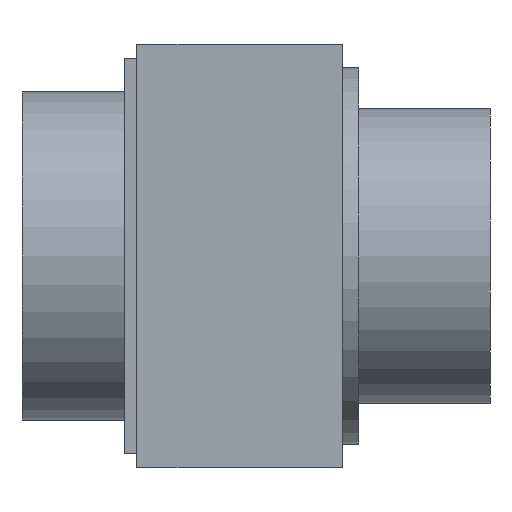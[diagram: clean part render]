
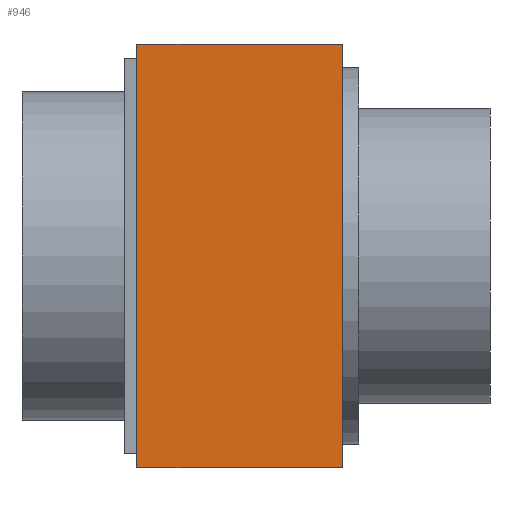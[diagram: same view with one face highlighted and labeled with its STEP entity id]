
A CAD part, front view. The second image highlights one B-rep face of the part: STEP entity #946.
In plain terms, the highlighted planar face has unit normal (0, -1, 0).
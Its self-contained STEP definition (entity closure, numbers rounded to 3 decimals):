
#80=LINE('',#1609,#143);
#89=LINE('',#1627,#152);
#90=LINE('',#1630,#153);
#91=LINE('',#1631,#154);
#143=VECTOR('',#1334,10.);
#152=VECTOR('',#1347,10.);
#153=VECTOR('',#1350,10.);
#154=VECTOR('',#1351,10.);
#249=FACE_OUTER_BOUND('',#343,.T.);
#343=EDGE_LOOP('',(#787,#788,#789,#790));
#472=VERTEX_POINT('',#1602);
#475=VERTEX_POINT('',#1607);
#482=VERTEX_POINT('',#1625);
#483=VERTEX_POINT('',#1629);
#579=EDGE_CURVE('',#475,#472,#80,.T.);
#588=EDGE_CURVE('',#482,#475,#89,.T.);
#589=EDGE_CURVE('',#483,#482,#90,.T.);
#590=EDGE_CURVE('',#472,#483,#91,.T.);
#787=ORIENTED_EDGE('',*,*,#588,.F.);
#788=ORIENTED_EDGE('',*,*,#589,.F.);
#789=ORIENTED_EDGE('',*,*,#590,.F.);
#790=ORIENTED_EDGE('',*,*,#579,.F.);
#880=PLANE('',#1077);
#946=ADVANCED_FACE('',(#249),#880,.T.);
#1077=AXIS2_PLACEMENT_3D('',#1628,#1348,#1349);
#1334=DIRECTION('',(0.,0.,1.));
#1347=DIRECTION('',(-1.,0.,0.));
#1348=DIRECTION('center_axis',(0.,-1.,0.));
#1349=DIRECTION('ref_axis',(0.,0.,-1.));
#1350=DIRECTION('',(0.,0.,-1.));
#1351=DIRECTION('',(1.,0.,0.));
#1602=CARTESIAN_POINT('',(-125.,-1360.,258.));
#1607=CARTESIAN_POINT('',(-125.,-1360.,-258.));
#1609=CARTESIAN_POINT('',(-125.,-1360.,-258.));
#1625=CARTESIAN_POINT('',(125.,-1360.,-258.));
#1627=CARTESIAN_POINT('',(0.,-1360.,-258.));
#1628=CARTESIAN_POINT('Origin',(0.,-1360.,258.));
#1629=CARTESIAN_POINT('',(125.,-1360.,258.));
#1630=CARTESIAN_POINT('',(125.,-1360.,-258.));
#1631=CARTESIAN_POINT('',(0.,-1360.,258.));
